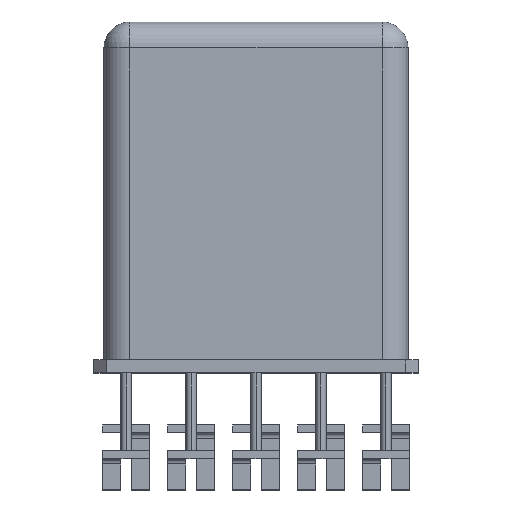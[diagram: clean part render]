
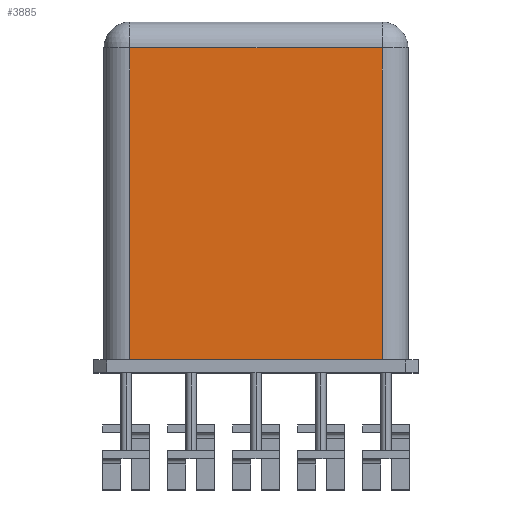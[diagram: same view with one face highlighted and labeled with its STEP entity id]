
A CAD part, top view. The second image highlights one B-rep face of the part: STEP entity #3885.
In plain terms, the highlighted planar face has unit normal (0, 0, 1).
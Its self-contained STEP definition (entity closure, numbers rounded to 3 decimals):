
#8 = CARTESIAN_POINT ( 'NONE',  ( 10.91, 4.182, 6.102 ) ) ;
#417 = CARTESIAN_POINT ( 'NONE',  ( 0.21, 4.182, 6.102 ) ) ;
#668 = ORIENTED_EDGE ( 'NONE', *, *, #5834, .T. ) ;
#1306 = CARTESIAN_POINT ( 'NONE',  ( 9.91, 4.182, 6.102 ) ) ;
#1442 = VECTOR ( 'NONE', #5500, 1000. ) ;
#1587 = CARTESIAN_POINT ( 'NONE',  ( 10.91, -11.491, 6.102 ) ) ;
#1628 = ORIENTED_EDGE ( 'NONE', *, *, #1988, .T. ) ;
#1764 = CARTESIAN_POINT ( 'NONE',  ( 0.21, 16.182, 6.102 ) ) ;
#1779 = DIRECTION ( 'NONE',  ( 1., 0., 0. ) ) ;
#1988 = EDGE_CURVE ( 'NONE', #6451, #5091, #5104, .T. ) ;
#1993 = CARTESIAN_POINT ( 'NONE',  ( 0.21, -11.491, 6.102 ) ) ;
#2015 = EDGE_CURVE ( 'NONE', #5091, #2548, #6502, .T. ) ;
#2135 = DIRECTION ( 'NONE',  ( 0., 1., 0. ) ) ;
#2369 = VECTOR ( 'NONE', #1779, 1000. ) ;
#2548 = VERTEX_POINT ( 'NONE', #4492 ) ;
#2929 = FACE_OUTER_BOUND ( 'NONE', #3336, .T. ) ;
#3336 = EDGE_LOOP ( 'NONE', ( #1628, #7198, #3734, #668 ) ) ;
#3734 = ORIENTED_EDGE ( 'NONE', *, *, #6565, .T. ) ;
#3885 = ADVANCED_FACE ( 'NONE', ( #2929 ), #6792, .F. ) ;
#3937 = CARTESIAN_POINT ( 'NONE',  ( 10.91, 16.182, 6.102 ) ) ;
#4362 = LINE ( 'NONE', #3937, #4552 ) ;
#4492 = CARTESIAN_POINT ( 'NONE',  ( 9.91, 16.182, 6.102 ) ) ;
#4552 = VECTOR ( 'NONE', #6335, 1000. ) ;
#4722 = AXIS2_PLACEMENT_3D ( 'NONE', #1587, #5664, #6219 ) ;
#5091 = VERTEX_POINT ( 'NONE', #1306 ) ;
#5104 = LINE ( 'NONE', #8, #2369 ) ;
#5379 = LINE ( 'NONE', #1993, #1442 ) ;
#5460 = VERTEX_POINT ( 'NONE', #1764 ) ;
#5500 = DIRECTION ( 'NONE',  ( 0., -1., 0. ) ) ;
#5664 = DIRECTION ( 'NONE',  ( 0., 0., -1. ) ) ;
#5834 = EDGE_CURVE ( 'NONE', #5460, #6451, #5379, .T. ) ;
#6219 = DIRECTION ( 'NONE',  ( -1., 0., 0. ) ) ;
#6335 = DIRECTION ( 'NONE',  ( -1., 0., 0. ) ) ;
#6451 = VERTEX_POINT ( 'NONE', #417 ) ;
#6502 = LINE ( 'NONE', #7439, #7424 ) ;
#6565 = EDGE_CURVE ( 'NONE', #2548, #5460, #4362, .T. ) ;
#6792 = PLANE ( 'NONE',  #4722 ) ;
#7198 = ORIENTED_EDGE ( 'NONE', *, *, #2015, .T. ) ;
#7424 = VECTOR ( 'NONE', #2135, 1000. ) ;
#7439 = CARTESIAN_POINT ( 'NONE',  ( 9.91, -11.491, 6.102 ) ) ;
